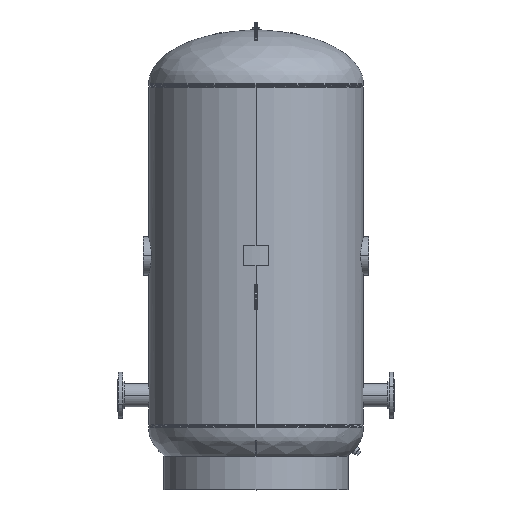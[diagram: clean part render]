
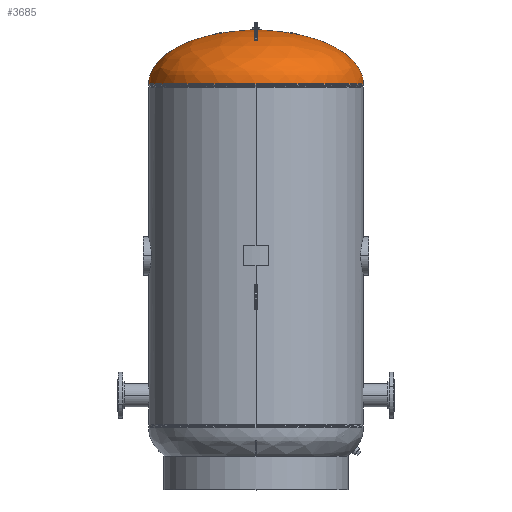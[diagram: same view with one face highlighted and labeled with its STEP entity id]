
A CAD part, top view. The second image highlights one B-rep face of the part: STEP entity #3685.
In plain terms, the highlighted free-form (B-spline) face has degree [3, 3] with [4, 4] control points.
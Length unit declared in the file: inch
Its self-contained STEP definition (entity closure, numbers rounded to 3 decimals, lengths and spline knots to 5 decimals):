
#6 = VERTEX_POINT ( 'NONE', #13998 ) ;
#224 = CIRCLE ( 'NONE', #4392, 21. ) ;
#639 = CARTESIAN_POINT ( 'NONE',  ( 21., 6.71141, 0. ) ) ;
#721 = CARTESIAN_POINT ( 'NONE',  ( 12.6328, 11.06474, 25.2656 ) ) ;
#1408 = CARTESIAN_POINT ( 'NONE',  ( -12.6328, 11.06474, 0. ) ) ;
#2029 = CARTESIAN_POINT ( 'NONE',  ( 21., 6.71141, 42. ) ) ;
#2400 = DIRECTION ( 'NONE',  ( 0., 0., -1. ) ) ;
#2528 = ORIENTED_EDGE ( 'NONE', *, *, #12746, .T. ) ;
#3141 = AXIS2_PLACEMENT_3D ( 'NONE', #11071, #9747, #18261 ) ;
#3258 = VERTEX_POINT ( 'NONE', #5181 ) ;
#3532 = CARTESIAN_POINT ( 'NONE',  ( 0.625, 11.2453, 1.25 ) ) ;
#3685 = ADVANCED_FACE ( 'NONE', ( #10732 ), #4805, .F. ) ;
#3708 = CARTESIAN_POINT ( 'NONE',  ( -21., 0.6445, 0. ) ) ;
#4392 = AXIS2_PLACEMENT_3D ( 'NONE', #16516, #16616, #14739 ) ;
#4805 =( BOUNDED_SURFACE ( )  B_SPLINE_SURFACE ( 3, 3, ( 
 ( #4838, #3532, #8029, #16427 ),
 ( #12216, #721, #14925, #15012 ),
 ( #639, #2029, #15112, #9411 ),
 ( #13513, #16515, #10548, #3708 ) ),
 .UNSPECIFIED., .F., .F., .F. ) 
 B_SPLINE_SURFACE_WITH_KNOTS ( ( 4, 4 ),
 ( 4, 4 ),
 ( 0., 1. ),
 ( 0., 1. ),
 .UNSPECIFIED. ) 
 GEOMETRIC_REPRESENTATION_ITEM ( )  RATIONAL_B_SPLINE_SURFACE ( (
 ( 1., 0.333, 0.333, 1.),
 ( 0.812, 0.271, 0.271, 0.812),
 ( 0.812, 0.271, 0.271, 0.812),
 ( 1., 0.333, 0.333, 1.) ) ) 
 REPRESENTATION_ITEM ( '' )  SURFACE ( )  );
#4838 = CARTESIAN_POINT ( 'NONE',  ( 0.625, 11.2453, 0. ) ) ;
#5181 = CARTESIAN_POINT ( 'NONE',  ( -21., 0.6445, 0. ) ) ;
#5427 = CARTESIAN_POINT ( 'NONE',  ( 21., 0.6445, 0. ) ) ;
#6723 =( BOUNDED_CURVE ( )  B_SPLINE_CURVE ( 3, ( #10641, #15113, #9044, #16332 ),
 .UNSPECIFIED., .F., .F. ) 
 B_SPLINE_CURVE_WITH_KNOTS ( ( 4, 4 ),
 ( 1.60056, 3.14159 ),
 .UNSPECIFIED. ) 
 CURVE ( )  GEOMETRIC_REPRESENTATION_ITEM ( )  RATIONAL_B_SPLINE_CURVE ( ( 1., 0.812, 0.812, 1. ) ) 
 REPRESENTATION_ITEM ( '' )  );
#6730 = EDGE_CURVE ( 'NONE', #6, #8941, #7677, .T. ) ;
#6760 = AXIS2_PLACEMENT_3D ( 'NONE', #16614, #15207, #2400 ) ;
#7127 = CARTESIAN_POINT ( 'NONE',  ( -21., 0.6445, 0. ) ) ;
#7189 = ORIENTED_EDGE ( 'NONE', *, *, #6730, .F. ) ;
#7677 = CIRCLE ( 'NONE', #16299, 0.625 ) ;
#8029 = CARTESIAN_POINT ( 'NONE',  ( -0.625, 11.2453, 1.25 ) ) ;
#8068 = VERTEX_POINT ( 'NONE', #10986 ) ;
#8430 = EDGE_CURVE ( 'NONE', #8941, #13818, #6723, .T. ) ;
#8546 = EDGE_CURVE ( 'NONE', #13818, #8068, #224, .T. ) ;
#8941 = VERTEX_POINT ( 'NONE', #14619 ) ;
#9044 = CARTESIAN_POINT ( 'NONE',  ( 21., 6.71141, 0. ) ) ;
#9411 = CARTESIAN_POINT ( 'NONE',  ( -21., 6.71141, 0. ) ) ;
#9452 = ORIENTED_EDGE ( 'NONE', *, *, #8430, .F. ) ;
#9747 = DIRECTION ( 'NONE',  ( 0., 1., 0. ) ) ;
#9866 = DIRECTION ( 'NONE',  ( 0., 0., -1. ) ) ;
#10548 = CARTESIAN_POINT ( 'NONE',  ( -21., 0.6445, 42. ) ) ;
#10641 = CARTESIAN_POINT ( 'NONE',  ( 0.625, 11.2453, 0. ) ) ;
#10642 = CIRCLE ( 'NONE', #6760, 21. ) ;
#10732 = FACE_OUTER_BOUND ( 'NONE', #18080, .T. ) ;
#10746 = VERTEX_POINT ( 'NONE', #18054 ) ;
#10986 = CARTESIAN_POINT ( 'NONE',  ( 0., 0.6445, 21. ) ) ;
#11071 = CARTESIAN_POINT ( 'NONE',  ( 0., 11.2453, 0. ) ) ;
#12216 = CARTESIAN_POINT ( 'NONE',  ( 12.6328, 11.06474, 0. ) ) ;
#12572 = DIRECTION ( 'NONE',  ( 0., 1., 0. ) ) ;
#12746 = EDGE_CURVE ( 'NONE', #10746, #3258, #13754, .T. ) ;
#13513 = CARTESIAN_POINT ( 'NONE',  ( 21., 0.6445, 0. ) ) ;
#13522 = ORIENTED_EDGE ( 'NONE', *, *, #16358, .F. ) ;
#13754 =( BOUNDED_CURVE ( )  B_SPLINE_CURVE ( 3, ( #14201, #1408, #16846, #7127 ),
 .UNSPECIFIED., .F., .F. ) 
 B_SPLINE_CURVE_WITH_KNOTS ( ( 4, 4 ),
 ( 1.60056, 3.14159 ),
 .UNSPECIFIED. ) 
 CURVE ( )  GEOMETRIC_REPRESENTATION_ITEM ( )  RATIONAL_B_SPLINE_CURVE ( ( 1., 0.812, 0.812, 1. ) ) 
 REPRESENTATION_ITEM ( '' )  );
#13818 = VERTEX_POINT ( 'NONE', #5427 ) ;
#13979 = CARTESIAN_POINT ( 'NONE',  ( 0., 11.2453, 0. ) ) ;
#13998 = CARTESIAN_POINT ( 'NONE',  ( 0., 11.2453, 0.625 ) ) ;
#14065 = ORIENTED_EDGE ( 'NONE', *, *, #15514, .F. ) ;
#14201 = CARTESIAN_POINT ( 'NONE',  ( -0.625, 11.2453, 0. ) ) ;
#14619 = CARTESIAN_POINT ( 'NONE',  ( 0.625, 11.2453, 0. ) ) ;
#14739 = DIRECTION ( 'NONE',  ( 0., 0., -1. ) ) ;
#14925 = CARTESIAN_POINT ( 'NONE',  ( -12.6328, 11.06474, 25.2656 ) ) ;
#15012 = CARTESIAN_POINT ( 'NONE',  ( -12.6328, 11.06474, 0. ) ) ;
#15112 = CARTESIAN_POINT ( 'NONE',  ( -21., 6.71141, 42. ) ) ;
#15113 = CARTESIAN_POINT ( 'NONE',  ( 12.6328, 11.06474, 0. ) ) ;
#15192 = ORIENTED_EDGE ( 'NONE', *, *, #8546, .F. ) ;
#15207 = DIRECTION ( 'NONE',  ( 0., -1., 0. ) ) ;
#15514 = EDGE_CURVE ( 'NONE', #10746, #6, #17786, .T. ) ;
#16299 = AXIS2_PLACEMENT_3D ( 'NONE', #13979, #12572, #9866 ) ;
#16332 = CARTESIAN_POINT ( 'NONE',  ( 21., 0.6445, 0. ) ) ;
#16358 = EDGE_CURVE ( 'NONE', #8068, #3258, #10642, .T. ) ;
#16427 = CARTESIAN_POINT ( 'NONE',  ( -0.625, 11.2453, 0. ) ) ;
#16515 = CARTESIAN_POINT ( 'NONE',  ( 21., 0.6445, 42. ) ) ;
#16516 = CARTESIAN_POINT ( 'NONE',  ( 0., 0.6445, 0. ) ) ;
#16614 = CARTESIAN_POINT ( 'NONE',  ( 0., 0.6445, 0. ) ) ;
#16616 = DIRECTION ( 'NONE',  ( 0., -1., 0. ) ) ;
#16846 = CARTESIAN_POINT ( 'NONE',  ( -21., 6.71141, 0. ) ) ;
#17786 = CIRCLE ( 'NONE', #3141, 0.625 ) ;
#18054 = CARTESIAN_POINT ( 'NONE',  ( -0.625, 11.2453, 0. ) ) ;
#18080 = EDGE_LOOP ( 'NONE', ( #14065, #2528, #13522, #15192, #9452, #7189 ) ) ;
#18261 = DIRECTION ( 'NONE',  ( 0., 0., -1. ) ) ;
